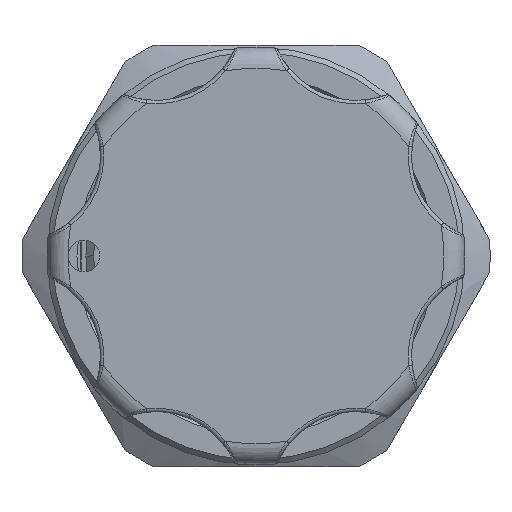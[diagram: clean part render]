
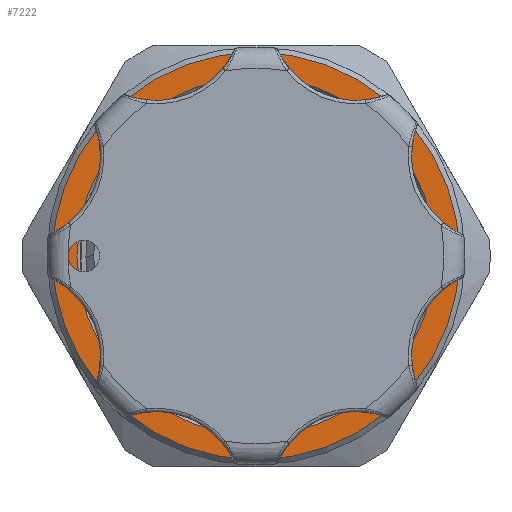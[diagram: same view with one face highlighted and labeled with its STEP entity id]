
A CAD part, left-side view. The second image highlights one B-rep face of the part: STEP entity #7222.
In plain terms, the highlighted planar face has unit normal (-1, 0, 0).
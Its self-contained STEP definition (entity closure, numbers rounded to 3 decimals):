
#214 = CARTESIAN_POINT ( 'NONE',  ( 0., 0., -11.6 ) ) ;
#284 = AXIS2_PLACEMENT_3D ( 'NONE', #8862, #5059, #10243 ) ;
#1657 = CARTESIAN_POINT ( 'NONE',  ( 0., 0., 10.2 ) ) ;
#2619 = DIRECTION ( 'NONE',  ( -1., 0., 0. ) ) ;
#2935 = DIRECTION ( 'NONE',  ( 1., 0., 0. ) ) ;
#3040 = ORIENTED_EDGE ( 'NONE', *, *, #4551, .T. ) ;
#3787 = EDGE_LOOP ( 'NONE', ( #3040, #4893 ) ) ;
#3828 = VERTEX_POINT ( 'NONE', #1657 ) ;
#4058 = VERTEX_POINT ( 'NONE', #4837 ) ;
#4161 = AXIS2_PLACEMENT_3D ( 'NONE', #7591, #2619, #12787 ) ;
#4310 = CARTESIAN_POINT ( 'NONE',  ( 0., 0., 0. ) ) ;
#4336 = EDGE_CURVE ( 'NONE', #3828, #4058, #7114, .T. ) ;
#4385 = CIRCLE ( 'NONE', #4161, 11.6 ) ;
#4438 = CARTESIAN_POINT ( 'NONE',  ( 0., 0., 0. ) ) ;
#4551 = EDGE_CURVE ( 'NONE', #9807, #4966, #7307, .T. ) ;
#4682 = EDGE_CURVE ( 'NONE', #4058, #3828, #13029, .T. ) ;
#4837 = CARTESIAN_POINT ( 'NONE',  ( 0., 0., -10.2 ) ) ;
#4893 = ORIENTED_EDGE ( 'NONE', *, *, #13145, .T. ) ;
#4966 = VERTEX_POINT ( 'NONE', #10228 ) ;
#5059 = DIRECTION ( 'NONE',  ( 1., 0., 0. ) ) ;
#5423 = CARTESIAN_POINT ( 'NONE',  ( 0., 0., 0. ) ) ;
#7031 = PLANE ( 'NONE',  #10250 ) ;
#7114 = CIRCLE ( 'NONE', #284, 10.2 ) ;
#7222 = ADVANCED_FACE ( 'NONE', ( #15572, #11430 ), #7031, .T. ) ;
#7307 = CIRCLE ( 'NONE', #15039, 11.6 ) ;
#7591 = CARTESIAN_POINT ( 'NONE',  ( 0., 0., 0. ) ) ;
#8862 = CARTESIAN_POINT ( 'NONE',  ( 0., 0., 0. ) ) ;
#9752 = EDGE_LOOP ( 'NONE', ( #15101, #12985 ) ) ;
#9807 = VERTEX_POINT ( 'NONE', #214 ) ;
#10228 = CARTESIAN_POINT ( 'NONE',  ( 0., 0., 11.6 ) ) ;
#10243 = DIRECTION ( 'NONE',  ( 0., 0., 1. ) ) ;
#10250 = AXIS2_PLACEMENT_3D ( 'NONE', #4438, #10904, #10790 ) ;
#10574 = AXIS2_PLACEMENT_3D ( 'NONE', #4310, #2935, #13154 ) ;
#10790 = DIRECTION ( 'NONE',  ( 0., 0., 1. ) ) ;
#10904 = DIRECTION ( 'NONE',  ( -1., 0., 0. ) ) ;
#11430 = FACE_OUTER_BOUND ( 'NONE', #3787, .T. ) ;
#12787 = DIRECTION ( 'NONE',  ( 0., 0., 1. ) ) ;
#12985 = ORIENTED_EDGE ( 'NONE', *, *, #4682, .T. ) ;
#13029 = CIRCLE ( 'NONE', #10574, 10.2 ) ;
#13145 = EDGE_CURVE ( 'NONE', #4966, #9807, #4385, .T. ) ;
#13154 = DIRECTION ( 'NONE',  ( 0., 0., 1. ) ) ;
#14145 = DIRECTION ( 'NONE',  ( -1., 0., 0. ) ) ;
#14251 = DIRECTION ( 'NONE',  ( 0., 0., 1. ) ) ;
#15039 = AXIS2_PLACEMENT_3D ( 'NONE', #5423, #14145, #14251 ) ;
#15101 = ORIENTED_EDGE ( 'NONE', *, *, #4336, .T. ) ;
#15572 = FACE_BOUND ( 'NONE', #9752, .T. ) ;
